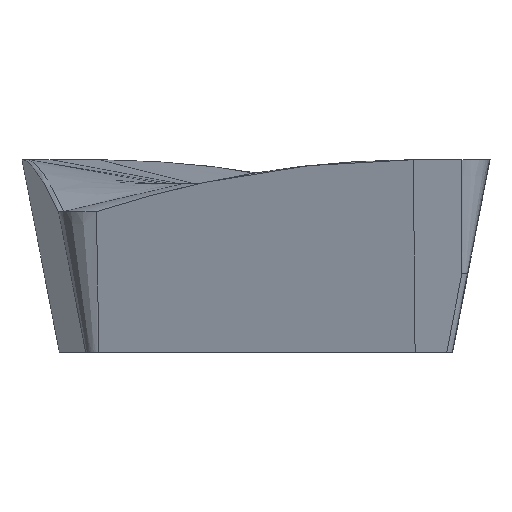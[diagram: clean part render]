
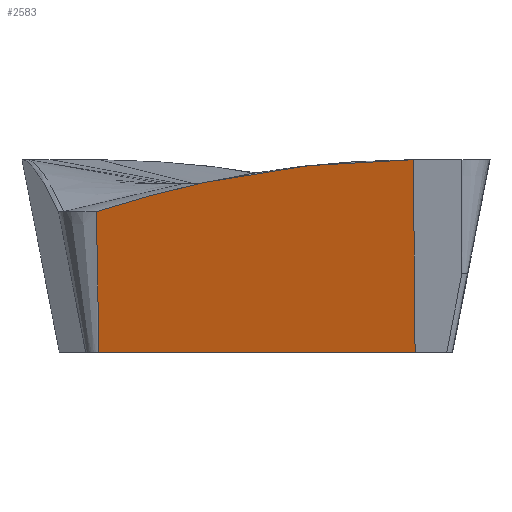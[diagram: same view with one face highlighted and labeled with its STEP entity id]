
A CAD part, left-side view. The second image highlights one B-rep face of the part: STEP entity #2583.
In plain terms, the highlighted planar face has unit normal (-0.978, 0.09, -0.191).
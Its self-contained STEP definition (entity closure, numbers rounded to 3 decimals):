
#769=DIRECTION('',(-0.191,0.009,0.982));
#770=VECTOR('',#769,5.664);
#771=CARTESIAN_POINT('',(-5.713,-4.592,-5.56));
#772=LINE('',#771,#770);
#783=DIRECTION('',(-0.092,-0.996,0.));
#784=VECTOR('',#783,9.165);
#785=CARTESIAN_POINT('',(-4.875,4.535,-5.56));
#786=LINE('',#785,#784);
#790=CARTESIAN_POINT('',(-6.794,-4.542,0.));
#791=CARTESIAN_POINT('',(-6.652,-3.012,
-0.007));
#792=CARTESIAN_POINT('',(-6.321,0.044,
-0.264));
#793=CARTESIAN_POINT('',(-5.896,3.088,-1.007));
#794=CARTESIAN_POINT('',(-5.661,4.607,-1.5));
#823=CARTESIAN_POINT('',(-5.661,4.607,-1.5));
#840=DIRECTION('',(0.19,-0.017,-0.982));
#841=VECTOR('',#840,4.136);
#842=CARTESIAN_POINT('',(-5.661,4.607,-1.5));
#843=LINE('',#842,#841);
#1039=VERTEX_POINT('',#823);
#1041=VERTEX_POINT('',#790);
#1077=CARTESIAN_POINT('',(-4.875,4.535,-5.56));
#1078=CARTESIAN_POINT('',(-5.713,-4.592,-5.56));
#1079=VERTEX_POINT('',#1077);
#1080=VERTEX_POINT('',#1078);
#2571=CARTESIAN_POINT('',(-7.346,-8.424,1.));
#2572=DIRECTION('',(0.978,-0.09,0.191));
#2573=DIRECTION('',(0.19,-0.017,-0.982));
#2574=AXIS2_PLACEMENT_3D('',#2571,#2572,#2573);
#2575=PLANE('',#2574);
#2576=ORIENTED_EDGE('',*,*,#1520,.F.);
#2578=ORIENTED_EDGE('',*,*,#2577,.F.);
#2579=ORIENTED_EDGE('',*,*,#2041,.F.);
#2580=ORIENTED_EDGE('',*,*,#2564,.F.);
#2581=EDGE_LOOP('',(#2576,#2578,#2579,#2580));
#2582=FACE_OUTER_BOUND('',#2581,.F.);
#795=B_SPLINE_CURVE_WITH_KNOTS('',3,(#790,#791,#792,#793,#794),.UNSPECIFIED.,
.F.,.F.,(4,1,4),(0.,0.5,1.),.UNSPECIFIED.);
#1520=EDGE_CURVE('',#1079,#1080,#786,.T.);
#2041=EDGE_CURVE('',#1041,#1039,#795,.T.);
#2564=EDGE_CURVE('',#1080,#1041,#772,.T.);
#2577=EDGE_CURVE('',#1039,#1079,#843,.T.);
#2583=ADVANCED_FACE('',(#2582),#2575,.F.);
